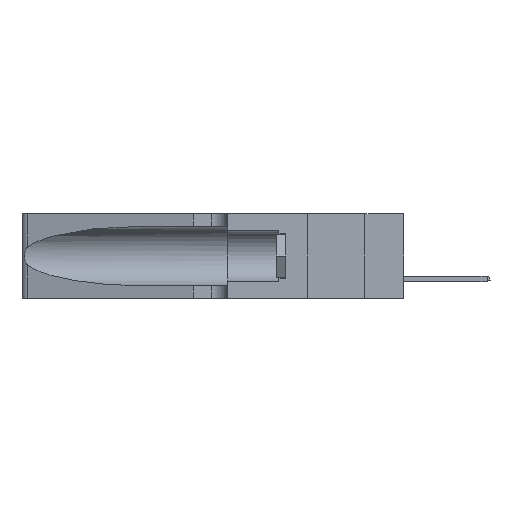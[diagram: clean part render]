
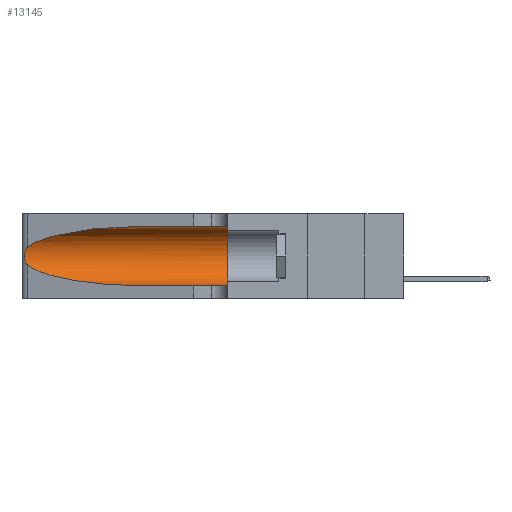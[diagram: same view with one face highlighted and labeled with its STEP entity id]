
A CAD part, left-side view. The second image highlights one B-rep face of the part: STEP entity #13145.
In plain terms, the highlighted cylindrical face has radius 3.308 mm (diameter 6.617 mm), a partial arc.
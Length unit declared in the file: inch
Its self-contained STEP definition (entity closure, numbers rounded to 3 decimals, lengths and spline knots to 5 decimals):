
#918 = CARTESIAN_POINT ( 'NONE',  ( 0.1305, 1.61858, 0.05475 ) ) ;
#2125 = CARTESIAN_POINT ( 'NONE',  ( 0.25555, 1.22993, 0.14849 ) ) ;
#2631 = CARTESIAN_POINT ( 'NONE',  ( 0.18966, 0.96281, 0.31525 ) ) ;
#3461 = CARTESIAN_POINT ( 'NONE',  ( 0.25487, 1.22718, 0.14631 ) ) ;
#3764 = CARTESIAN_POINT ( 'NONE',  ( 0.25854, 1.2359, 0.20912 ) ) ;
#4354 = CARTESIAN_POINT ( 'NONE',  ( 0.25639, 1.23186, 0.15144 ) ) ;
#4503 = DIRECTION ( 'NONE',  ( 0., 0., -1. ) ) ;
#4531 = CARTESIAN_POINT ( 'NONE',  ( 0.1305, 1.61858, 0.31525 ) ) ;
#4634 = AXIS2_PLACEMENT_3D ( 'NONE', #23985, #7715, #15897 ) ;
#5457 = VERTEX_POINT ( 'NONE', #7669 ) ;
#5747 = EDGE_LOOP ( 'NONE', ( #26037, #14968, #21849, #9807, #6358, #25914 ) ) ;
#5979 = VERTEX_POINT ( 'NONE', #7937 ) ;
#6008 =( BOUNDED_CURVE ( )  B_SPLINE_CURVE ( 3, ( #14944, #2631, #6737, #14856 ),
 .UNSPECIFIED., .F., .T. ) 
 B_SPLINE_CURVE_WITH_KNOTS ( ( 4, 4 ),
 ( 1.5708, 2.84003 ),
 .UNSPECIFIED. ) 
 CURVE ( )  GEOMETRIC_REPRESENTATION_ITEM ( )  RATIONAL_B_SPLINE_CURVE ( ( 1., 0.87, 0.87, 1. ) ) 
 REPRESENTATION_ITEM ( '' )  );
#6270 = EDGE_CURVE ( 'NONE', #5979, #26505, #9888, .T. ) ;
#6358 = ORIENTED_EDGE ( 'NONE', *, *, #6270, .F. ) ;
#6723 = CARTESIAN_POINT ( 'NONE',  ( 0.2373, 1.15595, 0.08982 ) ) ;
#6737 = CARTESIAN_POINT ( 'NONE',  ( 0.2373, 1.15595, 0.28018 ) ) ;
#7122 = LINE ( 'NONE', #918, #18347 ) ;
#7198 = CARTESIAN_POINT ( 'NONE',  ( 0.1305, 0.72297, 0.31525 ) ) ;
#7396 = VERTEX_POINT ( 'NONE', #7198 ) ;
#7669 = CARTESIAN_POINT ( 'NONE',  ( 0.1305, 0.72297, 0.05475 ) ) ;
#7715 = DIRECTION ( 'NONE',  ( 0., 1., 0. ) ) ;
#7937 = CARTESIAN_POINT ( 'NONE',  ( 0.1305, 0.35, 0.31525 ) ) ;
#8095 = CYLINDRICAL_SURFACE ( 'NONE', #23466, 0.13025 ) ;
#8102 = CARTESIAN_POINT ( 'NONE',  ( 0.26018, 1.23835, 0.19895 ) ) ;
#8447 = CARTESIAN_POINT ( 'NONE',  ( 0.25789, 1.23486, 0.15765 ) ) ;
#8596 = CARTESIAN_POINT ( 'NONE',  ( 0.25487, 1.22718, 0.14631 ) ) ;
#8789 = DIRECTION ( 'NONE',  ( 0., -1., 0. ) ) ;
#9807 = ORIENTED_EDGE ( 'NONE', *, *, #10219, .T. ) ;
#9888 = CIRCLE ( 'NONE', #4634, 0.13025 ) ;
#10219 = EDGE_CURVE ( 'NONE', #5457, #26505, #7122, .T. ) ;
#12132 = B_SPLINE_CURVE_WITH_KNOTS ( 'NONE', 3,
 ( #20023, #14808, #21909, #26412, #3764, #8102, #24541, #24287, #26324, #18698, #8447, #4354, #2125, #22581 ),
 .UNSPECIFIED., .F., .F.,
 ( 4, 2, 2, 2, 2, 2, 4 ),
 ( 0., 0.00027, 0.00053, 0.00107, 0.0016, 0.00187, 0.00214 ),
 .UNSPECIFIED. ) ;
#13119 = DIRECTION ( 'NONE',  ( 0., -1., 0. ) ) ;
#13145 = ADVANCED_FACE ( 'NONE', ( #13605 ), #8095, .F. ) ;
#13605 = FACE_OUTER_BOUND ( 'NONE', #5747, .T. ) ;
#13660 = VERTEX_POINT ( 'NONE', #24011 ) ;
#14299 = EDGE_CURVE ( 'NONE', #13660, #16330, #12132, .T. ) ;
#14403 = CARTESIAN_POINT ( 'NONE',  ( 0.1305, 0.35, 0.05475 ) ) ;
#14808 = CARTESIAN_POINT ( 'NONE',  ( 0.25555, 1.22994, 0.2215 ) ) ;
#14838 = CARTESIAN_POINT ( 'NONE',  ( 0.1305, 0.72297, 0.05475 ) ) ;
#14856 = CARTESIAN_POINT ( 'NONE',  ( 0.25487, 1.22718, 0.22369 ) ) ;
#14944 = CARTESIAN_POINT ( 'NONE',  ( 0.1305, 0.72297, 0.31525 ) ) ;
#14968 = ORIENTED_EDGE ( 'NONE', *, *, #14299, .T. ) ;
#15897 = DIRECTION ( 'NONE',  ( 0., 0., 1. ) ) ;
#15977 = VECTOR ( 'NONE', #18887, 39.37008 ) ;
#16330 = VERTEX_POINT ( 'NONE', #3461 ) ;
#16725 = EDGE_CURVE ( 'NONE', #7396, #5979, #21775, .T. ) ;
#18347 = VECTOR ( 'NONE', #13119, 39.37008 ) ;
#18698 = CARTESIAN_POINT ( 'NONE',  ( 0.25856, 1.23593, 0.16098 ) ) ;
#18887 = DIRECTION ( 'NONE',  ( 0., -1., 0. ) ) ;
#19129 = CARTESIAN_POINT ( 'NONE',  ( 0.1305, 1.61858, 0.185 ) ) ;
#20023 = CARTESIAN_POINT ( 'NONE',  ( 0.25487, 1.22718, 0.22369 ) ) ;
#20273 = EDGE_CURVE ( 'NONE', #16330, #5457, #20353, .T. ) ;
#20353 =( BOUNDED_CURVE ( )  B_SPLINE_CURVE ( 3, ( #8596, #6723, #24926, #14838 ),
 .UNSPECIFIED., .F., .F. ) 
 B_SPLINE_CURVE_WITH_KNOTS ( ( 4, 4 ),
 ( 3.44316, 4.71239 ),
 .UNSPECIFIED. ) 
 CURVE ( )  GEOMETRIC_REPRESENTATION_ITEM ( )  RATIONAL_B_SPLINE_CURVE ( ( 1., 0.87, 0.87, 1. ) ) 
 REPRESENTATION_ITEM ( '' )  );
#20952 = EDGE_CURVE ( 'NONE', #7396, #13660, #6008, .T. ) ;
#21775 = LINE ( 'NONE', #4531, #15977 ) ;
#21849 = ORIENTED_EDGE ( 'NONE', *, *, #20273, .T. ) ;
#21909 = CARTESIAN_POINT ( 'NONE',  ( 0.25639, 1.23184, 0.21858 ) ) ;
#22581 = CARTESIAN_POINT ( 'NONE',  ( 0.25487, 1.22718, 0.14631 ) ) ;
#23466 = AXIS2_PLACEMENT_3D ( 'NONE', #19129, #8789, #4503 ) ;
#23985 = CARTESIAN_POINT ( 'NONE',  ( 0.1305, 0.35, 0.185 ) ) ;
#24011 = CARTESIAN_POINT ( 'NONE',  ( 0.25487, 1.22718, 0.22369 ) ) ;
#24287 = CARTESIAN_POINT ( 'NONE',  ( 0.26075, 1.23896, 0.178 ) ) ;
#24541 = CARTESIAN_POINT ( 'NONE',  ( 0.26075, 1.23896, 0.19203 ) ) ;
#24926 = CARTESIAN_POINT ( 'NONE',  ( 0.18966, 0.96281, 0.05475 ) ) ;
#25914 = ORIENTED_EDGE ( 'NONE', *, *, #16725, .F. ) ;
#26037 = ORIENTED_EDGE ( 'NONE', *, *, #20952, .T. ) ;
#26324 = CARTESIAN_POINT ( 'NONE',  ( 0.26017, 1.23833, 0.17102 ) ) ;
#26412 = CARTESIAN_POINT ( 'NONE',  ( 0.25787, 1.23484, 0.2124 ) ) ;
#26505 = VERTEX_POINT ( 'NONE', #14403 ) ;
